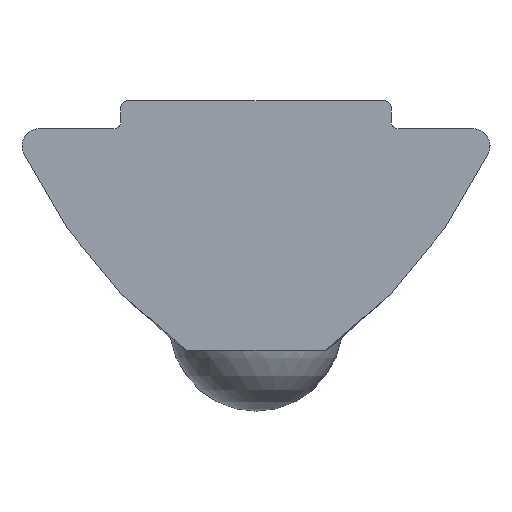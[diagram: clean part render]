
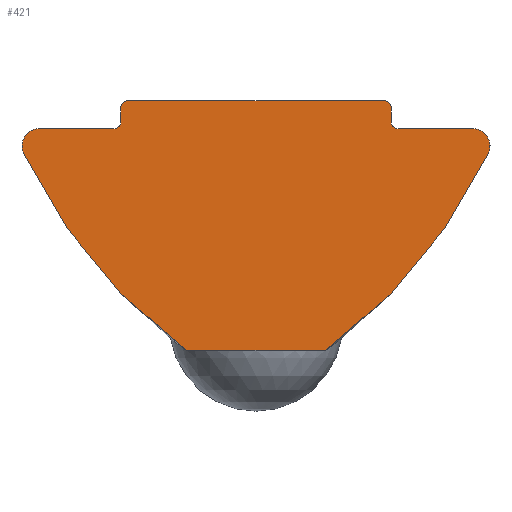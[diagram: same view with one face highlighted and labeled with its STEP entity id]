
A CAD part, left-side view. The second image highlights one B-rep face of the part: STEP entity #421.
In plain terms, the highlighted planar face has unit normal (-1, 0, 0).
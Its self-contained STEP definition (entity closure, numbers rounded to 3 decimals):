
#23=PLANE('',#485);
#29=LINE('',#672,#60);
#38=LINE('',#705,#69);
#43=LINE('',#735,#74);
#47=LINE('',#746,#78);
#49=LINE('',#750,#80);
#53=LINE('',#761,#84);
#60=VECTOR('',#512,1000.);
#69=VECTOR('',#543,1000.);
#74=VECTOR('',#572,1000.);
#78=VECTOR('',#584,1000.);
#80=VECTOR('',#588,1000.);
#84=VECTOR('',#600,1000.);
#113=FACE_OUTER_BOUND('',#134,.T.);
#134=EDGE_LOOP('',(#346,#347,#348,#349,#350,#351,#352,#353,#354,#355,#356,
#357,#358,#359));
#146=CIRCLE('',#451,15.);
#148=CIRCLE('',#456,0.505);
#150=CIRCLE('',#459,0.505);
#155=CIRCLE('',#467,0.2);
#157=CIRCLE('',#470,15.);
#159=CIRCLE('',#473,0.2);
#161=CIRCLE('',#477,0.2);
#163=CIRCLE('',#482,0.2);
#175=VERTEX_POINT('',#664);
#176=VERTEX_POINT('',#666);
#177=VERTEX_POINT('',#670);
#178=VERTEX_POINT('',#671);
#183=VERTEX_POINT('',#685);
#184=VERTEX_POINT('',#686);
#187=VERTEX_POINT('',#694);
#191=VERTEX_POINT('',#704);
#193=VERTEX_POINT('',#712);
#195=VERTEX_POINT('',#728);
#197=VERTEX_POINT('',#734);
#199=VERTEX_POINT('',#740);
#201=VERTEX_POINT('',#749);
#203=VERTEX_POINT('',#755);
#216=EDGE_CURVE('',#175,#176,#146,.T.);
#218=EDGE_CURVE('',#177,#178,#29,.T.);
#225=EDGE_CURVE('',#183,#184,#148,.T.);
#229=EDGE_CURVE('',#187,#175,#150,.T.);
#234=EDGE_CURVE('',#176,#191,#38,.T.);
#238=EDGE_CURVE('',#193,#177,#155,.T.);
#242=EDGE_CURVE('',#191,#183,#157,.T.);
#244=EDGE_CURVE('',#178,#195,#159,.T.);
#247=EDGE_CURVE('',#195,#197,#43,.T.);
#250=EDGE_CURVE('',#199,#197,#161,.T.);
#253=EDGE_CURVE('',#199,#187,#47,.T.);
#255=EDGE_CURVE('',#184,#201,#49,.T.);
#258=EDGE_CURVE('',#203,#201,#163,.T.);
#261=EDGE_CURVE('',#203,#193,#53,.T.);
#346=ORIENTED_EDGE('',*,*,#238,.F.);
#347=ORIENTED_EDGE('',*,*,#261,.F.);
#348=ORIENTED_EDGE('',*,*,#258,.T.);
#349=ORIENTED_EDGE('',*,*,#255,.F.);
#350=ORIENTED_EDGE('',*,*,#225,.F.);
#351=ORIENTED_EDGE('',*,*,#242,.F.);
#352=ORIENTED_EDGE('',*,*,#234,.F.);
#353=ORIENTED_EDGE('',*,*,#216,.F.);
#354=ORIENTED_EDGE('',*,*,#229,.F.);
#355=ORIENTED_EDGE('',*,*,#253,.F.);
#356=ORIENTED_EDGE('',*,*,#250,.T.);
#357=ORIENTED_EDGE('',*,*,#247,.F.);
#358=ORIENTED_EDGE('',*,*,#244,.F.);
#359=ORIENTED_EDGE('',*,*,#218,.F.);
#421=ADVANCED_FACE('',(#113),#23,.F.);
#451=AXIS2_PLACEMENT_3D('',#667,#507,#508);
#456=AXIS2_PLACEMENT_3D('',#687,#524,#525);
#459=AXIS2_PLACEMENT_3D('',#695,#532,#533);
#467=AXIS2_PLACEMENT_3D('',#713,#552,#553);
#470=AXIS2_PLACEMENT_3D('',#725,#559,#560);
#473=AXIS2_PLACEMENT_3D('',#729,#565,#566);
#477=AXIS2_PLACEMENT_3D('',#741,#577,#578);
#482=AXIS2_PLACEMENT_3D('',#756,#593,#594);
#485=AXIS2_PLACEMENT_3D('',#763,#602,#603);
#507=DIRECTION('center_axis',(1.,0.,0.));
#508=DIRECTION('ref_axis',(0.,0.,-1.));
#512=DIRECTION('',(0.,-1.,0.));
#524=DIRECTION('center_axis',(1.,0.,0.));
#525=DIRECTION('ref_axis',(0.,0.,-1.));
#532=DIRECTION('center_axis',(1.,0.,0.));
#533=DIRECTION('ref_axis',(0.,0.,-1.));
#543=DIRECTION('',(0.,1.,0.));
#552=DIRECTION('center_axis',(1.,0.,0.));
#553=DIRECTION('ref_axis',(0.,0.,-1.));
#559=DIRECTION('center_axis',(1.,0.,0.));
#560=DIRECTION('ref_axis',(0.,0.,-1.));
#565=DIRECTION('center_axis',(1.,0.,0.));
#566=DIRECTION('ref_axis',(0.,0.,-1.));
#572=DIRECTION('',(0.,0.,-1.));
#577=DIRECTION('center_axis',(1.,0.,0.));
#578=DIRECTION('ref_axis',(0.,0.,-1.));
#584=DIRECTION('',(0.,-1.,0.));
#588=DIRECTION('',(0.,-1.,0.));
#593=DIRECTION('center_axis',(1.,0.,0.));
#594=DIRECTION('ref_axis',(0.,0.,-1.));
#600=DIRECTION('',(0.,0.,1.));
#602=DIRECTION('center_axis',(1.,0.,0.));
#603=DIRECTION('ref_axis',(0.,0.,-1.));
#664=CARTESIAN_POINT('',(-7.5,-6.701,-1.522));
#666=CARTESIAN_POINT('',(-7.5,-2.001,-7.2));
#667=CARTESIAN_POINT('Origin',(-7.5,6.85,4.91));
#670=CARTESIAN_POINT('',(-7.5,3.7,0.));
#671=CARTESIAN_POINT('',(-7.5,-3.7,0.));
#672=CARTESIAN_POINT('',(-7.5,3.7,0.));
#685=CARTESIAN_POINT('',(-7.5,6.701,-1.522));
#686=CARTESIAN_POINT('',(-7.5,6.245,-0.8));
#687=CARTESIAN_POINT('Origin',(-7.5,6.245,-1.305));
#694=CARTESIAN_POINT('',(-7.5,-6.245,-0.8));
#695=CARTESIAN_POINT('Origin',(-7.5,-6.245,-1.305));
#704=CARTESIAN_POINT('',(-7.5,2.001,-7.2));
#705=CARTESIAN_POINT('',(-7.5,-2.001,-7.2));
#712=CARTESIAN_POINT('',(-7.5,3.9,-0.2));
#713=CARTESIAN_POINT('Origin',(-7.5,3.7,-0.2));
#725=CARTESIAN_POINT('Origin',(-7.5,-6.85,4.91));
#728=CARTESIAN_POINT('',(-7.5,-3.9,-0.2));
#729=CARTESIAN_POINT('Origin',(-7.5,-3.7,-0.2));
#734=CARTESIAN_POINT('',(-7.5,-3.9,-0.6));
#735=CARTESIAN_POINT('',(-7.5,-3.9,-0.2));
#740=CARTESIAN_POINT('',(-7.5,-4.1,-0.8));
#741=CARTESIAN_POINT('Origin',(-7.5,-4.1,-0.6));
#746=CARTESIAN_POINT('',(-7.5,-4.1,-0.8));
#749=CARTESIAN_POINT('',(-7.5,4.1,-0.8));
#750=CARTESIAN_POINT('',(-7.5,6.245,-0.8));
#755=CARTESIAN_POINT('',(-7.5,3.9,-0.6));
#756=CARTESIAN_POINT('Origin',(-7.5,4.1,-0.6));
#761=CARTESIAN_POINT('',(-7.5,3.9,-0.6));
#763=CARTESIAN_POINT('Origin',(-7.5,3.7,-0.2));
